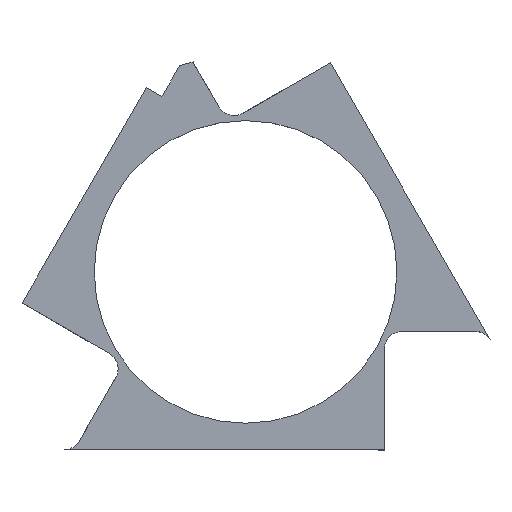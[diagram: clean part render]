
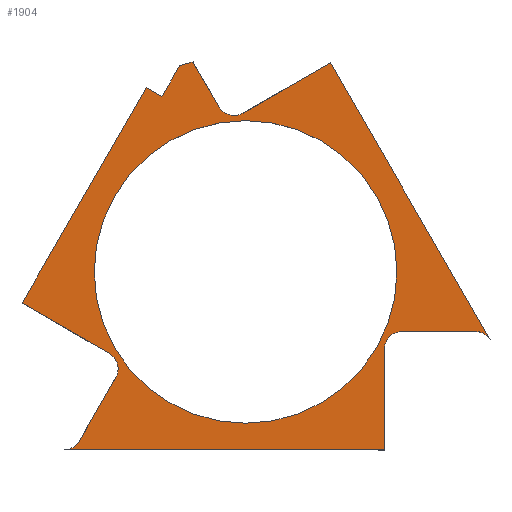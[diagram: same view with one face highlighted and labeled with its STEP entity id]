
A CAD part, top view. The second image highlights one B-rep face of the part: STEP entity #1904.
In plain terms, the highlighted planar face has unit normal (0, 0, 1).
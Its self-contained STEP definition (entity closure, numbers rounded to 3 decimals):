
#36=CARTESIAN_POINT('',(-36.445,-29.725,10.));
#37=VERTEX_POINT('',#36);
#44=CARTESIAN_POINT('',(-38.276,-22.895,10.));
#45=VERTEX_POINT('',#44);
#46=CARTESIAN_POINT('',(-40.776,-27.225,10.));
#47=DIRECTION('',(0.5,0.866,0.));
#48=DIRECTION('',(0.,0.,-1.));
#49=AXIS2_PLACEMENT_3D('',#46,#48,#47);
#50=CIRCLE('',#49,5.);
#51=EDGE_CURVE('',#45,#37,#50,.T.);
#86=CARTESIAN_POINT('',(-50.709,-49.989,10.));
#87=VERTEX_POINT('',#86);
#94=CARTESIAN_POINT('',(-46.708,-47.5,10.));
#95=VERTEX_POINT('',#94);
#96=CARTESIAN_POINT('',(-51.038,-45.,10.));
#97=DIRECTION('',(0.866,-0.5,0.));
#98=DIRECTION('',(0.,0.,-1.));
#99=AXIS2_PLACEMENT_3D('',#96,#98,#97);
#100=CIRCLE('',#99,5.);
#101=EDGE_CURVE('',#95,#87,#100,.T.);
#125=CARTESIAN_POINT('',(38.966,-50.,10.));
#126=VERTEX_POINT('',#125);
#133=CARTESIAN_POINT('',(-50.709,-49.989,10.));
#134=DIRECTION('',(1.,0.,0.));
#135=VECTOR('',#134,89.675);
#136=LINE('',#133,#135);
#137=EDGE_CURVE('',#87,#126,#136,.T.);
#156=CARTESIAN_POINT('',(38.966,-21.7,10.));
#157=VERTEX_POINT('',#156);
#164=CARTESIAN_POINT('',(38.966,-50.,10.));
#165=DIRECTION('',(0.,1.,0.));
#166=VECTOR('',#165,28.3);
#167=LINE('',#164,#166);
#168=EDGE_CURVE('',#126,#157,#167,.T.);
#188=CARTESIAN_POINT('',(43.966,-16.7,10.));
#189=VERTEX_POINT('',#188);
#196=CARTESIAN_POINT('',(43.966,-21.7,10.));
#197=DIRECTION('',(-1.,0.,0.));
#198=DIRECTION('',(0.,0.,-1.));
#199=AXIS2_PLACEMENT_3D('',#196,#198,#197);
#200=CIRCLE('',#199,5.);
#201=EDGE_CURVE('',#157,#189,#200,.T.);
#223=CARTESIAN_POINT('',(68.646,-18.921,10.));
#224=VERTEX_POINT('',#223);
#231=CARTESIAN_POINT('',(64.49,-16.7,10.));
#232=VERTEX_POINT('',#231);
#233=CARTESIAN_POINT('',(64.49,-21.7,10.));
#234=DIRECTION('',(0.,1.,0.));
#235=DIRECTION('',(0.,0.,-1.));
#236=AXIS2_PLACEMENT_3D('',#233,#235,#234);
#237=CIRCLE('',#236,5.);
#238=EDGE_CURVE('',#232,#224,#237,.T.);
#262=CARTESIAN_POINT('',(23.818,58.745,10.));
#263=VERTEX_POINT('',#262);
#270=CARTESIAN_POINT('',(68.646,-18.921,10.));
#271=DIRECTION('',(-0.5,0.866,0.));
#272=VECTOR('',#271,89.675);
#273=LINE('',#270,#272);
#274=EDGE_CURVE('',#224,#263,#273,.T.);
#296=CARTESIAN_POINT('',(-7.52,46.425,10.));
#297=VERTEX_POINT('',#296);
#304=CARTESIAN_POINT('',(-0.69,44.595,10.));
#305=VERTEX_POINT('',#304);
#306=CARTESIAN_POINT('',(-3.19,48.925,10.));
#307=DIRECTION('',(0.5,-0.866,0.));
#308=DIRECTION('',(0.,0.,-1.));
#309=AXIS2_PLACEMENT_3D('',#306,#308,#307);
#310=CIRCLE('',#309,5.);
#311=EDGE_CURVE('',#305,#297,#310,.T.);
#336=CARTESIAN_POINT('',(0.,-42.5,10.));
#337=VERTEX_POINT('',#336);
#344=CARTESIAN_POINT('',(0.,0.,10.));
#345=DIRECTION('',(0.,-1.,-0.));
#346=DIRECTION('',(0.,0.,-1.));
#347=AXIS2_PLACEMENT_3D('',#344,#346,#345);
#348=CIRCLE('',#347,42.5);
#349=EDGE_CURVE('',#337,#337,#348,.T.);
#743=CARTESIAN_POINT('',(-27.821,51.796,10.));
#744=VERTEX_POINT('',#743);
#745=CARTESIAN_POINT('',(-62.784,-8.745,10.));
#746=VERTEX_POINT('',#745);
#747=CARTESIAN_POINT('',(-27.821,51.796,10.));
#748=DIRECTION('',(-0.5,-0.866,0.));
#749=VECTOR('',#748,69.912);
#750=LINE('',#747,#749);
#751=EDGE_CURVE('',#744,#746,#750,.T.);
#824=CARTESIAN_POINT('',(-23.491,49.295,10.));
#825=VERTEX_POINT('',#824);
#826=CARTESIAN_POINT('',(-27.821,51.796,10.));
#827=DIRECTION('',(0.866,-0.5,0.));
#828=VECTOR('',#827,5.);
#829=LINE('',#826,#828);
#830=EDGE_CURVE('',#744,#825,#829,.T.);
#861=CARTESIAN_POINT('',(-18.49,57.955,10.));
#862=VERTEX_POINT('',#861);
#878=CARTESIAN_POINT('',(-23.491,49.295,10.));
#879=DIRECTION('',(0.5,0.866,0.));
#880=VECTOR('',#879,10.);
#881=LINE('',#878,#880);
#882=EDGE_CURVE('',#825,#862,#881,.T.);
#931=CARTESIAN_POINT('',(43.966,-16.7,10.));
#932=DIRECTION('',(1.,0.,0.));
#933=VECTOR('',#932,20.525);
#934=LINE('',#931,#933);
#935=EDGE_CURVE('',#189,#232,#934,.T.);
#1101=CARTESIAN_POINT('',(-62.784,-8.745,10.));
#1102=DIRECTION('',(0.866,-0.5,0.));
#1103=VECTOR('',#1102,28.3);
#1104=LINE('',#1101,#1103);
#1105=EDGE_CURVE('',#746,#45,#1104,.T.);
#1311=CARTESIAN_POINT('',(-36.445,-29.725,10.));
#1312=DIRECTION('',(-0.5,-0.866,0.));
#1313=VECTOR('',#1312,20.525);
#1314=LINE('',#1311,#1313);
#1315=EDGE_CURVE('',#37,#95,#1314,.T.);
#1475=CARTESIAN_POINT('',(23.818,58.745,10.));
#1476=DIRECTION('',(-0.866,-0.5,0.));
#1477=VECTOR('',#1476,28.3);
#1478=LINE('',#1475,#1477);
#1479=EDGE_CURVE('',#263,#305,#1478,.T.);
#1865=CARTESIAN_POINT('',(2.931,3.194,10.));
#1866=DIRECTION('',(0.,-1.,0.));
#1867=DIRECTION('',(-0.,0.,1.));
#1868=AXIS2_PLACEMENT_3D('',#1865,#1867,#1866);
#1869=PLANE('',#1868);
#1870=ORIENTED_EDGE('',*,*,#882,.F.);
#1871=ORIENTED_EDGE('',*,*,#830,.F.);
#1872=ORIENTED_EDGE('',*,*,#751,.T.);
#1873=ORIENTED_EDGE('',*,*,#1105,.T.);
#1874=ORIENTED_EDGE('',*,*,#51,.T.);
#1875=ORIENTED_EDGE('',*,*,#1315,.T.);
#1876=ORIENTED_EDGE('',*,*,#101,.T.);
#1877=ORIENTED_EDGE('',*,*,#137,.T.);
#1878=ORIENTED_EDGE('',*,*,#168,.T.);
#1879=ORIENTED_EDGE('',*,*,#201,.T.);
#1880=ORIENTED_EDGE('',*,*,#935,.T.);
#1881=ORIENTED_EDGE('',*,*,#238,.T.);
#1882=ORIENTED_EDGE('',*,*,#274,.T.);
#1883=ORIENTED_EDGE('',*,*,#1479,.T.);
#1884=ORIENTED_EDGE('',*,*,#311,.T.);
#1885=CARTESIAN_POINT('',(-14.755,58.956,10.));
#1886=VERTEX_POINT('',#1885);
#1887=CARTESIAN_POINT('',(-7.52,46.425,10.));
#1888=DIRECTION('',(-0.5,0.866,0.));
#1889=VECTOR('',#1888,14.469);
#1890=LINE('',#1887,#1889);
#1891=EDGE_CURVE('',#297,#1886,#1890,.T.);
#1892=ORIENTED_EDGE('E29',*,*,#1891,.T.);
#1893=CARTESIAN_POINT('',(-18.49,57.955,10.));
#1894=DIRECTION('',(0.966,0.259,0.));
#1895=VECTOR('',#1894,3.867);
#1896=LINE('',#1893,#1895);
#1897=EDGE_CURVE('',#862,#1886,#1896,.T.);
#1898=ORIENTED_EDGE('E194',*,*,#1897,.F.);
#1899=EDGE_LOOP('',(#1870,#1871,#1872,#1873,#1874,#1875,#1876,#1877,#1878,#1879,#1880,#1881,#1882,#1883,#1884,#1892,#1898));
#1900=FACE_OUTER_BOUND('',#1899,.T.);
#1901=ORIENTED_EDGE('',*,*,#349,.T.);
#1902=EDGE_LOOP('',(#1901));
#1903=FACE_BOUND('',#1902,.T.);
#1904=ADVANCED_FACE('F2',(#1900,#1903),#1869,.T.);
